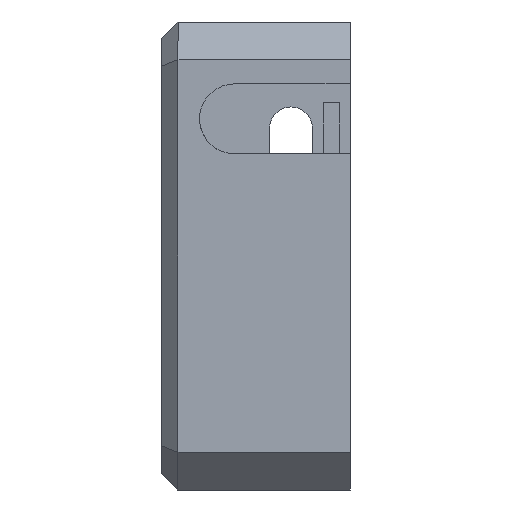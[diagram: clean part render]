
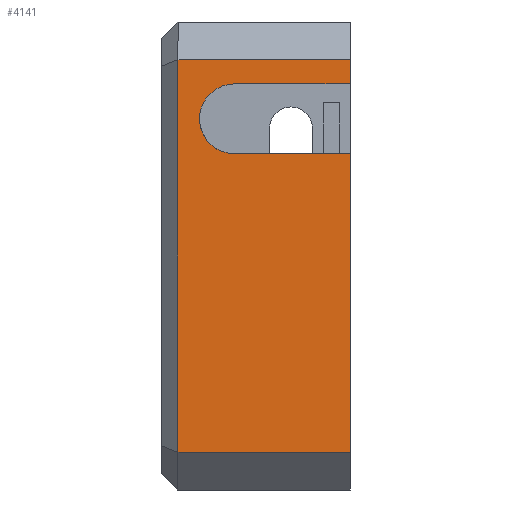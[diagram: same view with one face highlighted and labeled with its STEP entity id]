
A CAD part, left-side view. The second image highlights one B-rep face of the part: STEP entity #4141.
In plain terms, the highlighted planar face has unit normal (-1, 0, 0).
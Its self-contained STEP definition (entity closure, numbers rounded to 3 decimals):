
#92 = VECTOR ( 'NONE', #3042, 1000. ) ;
#324 = LINE ( 'NONE', #2457, #4452 ) ;
#403 = EDGE_CURVE ( 'NONE', #8929, #7962, #9506, .T. ) ;
#629 = VECTOR ( 'NONE', #6535, 1000. ) ;
#1456 = LINE ( 'NONE', #6936, #92 ) ;
#1612 = AXIS2_PLACEMENT_3D ( 'NONE', #7511, #6653, #7366 ) ;
#1786 = DIRECTION ( 'NONE',  ( 0., 1., 0. ) ) ;
#1905 = VERTEX_POINT ( 'NONE', #9774 ) ;
#2014 = VERTEX_POINT ( 'NONE', #6941 ) ;
#2093 = CARTESIAN_POINT ( 'NONE',  ( 0., 0., 37.75 ) ) ;
#2259 = CARTESIAN_POINT ( 'NONE',  ( 0., 9.75, 37.75 ) ) ;
#2457 = CARTESIAN_POINT ( 'NONE',  ( 0., 16.5, 3.5 ) ) ;
#2506 = VECTOR ( 'NONE', #1786, 1000. ) ;
#2531 = LINE ( 'NONE', #3346, #2506 ) ;
#2935 = PLANE ( 'NONE',  #8640 ) ;
#2990 = DIRECTION ( 'NONE',  ( 0., 0., -1. ) ) ;
#3042 = DIRECTION ( 'NONE',  ( 0., 0., 1. ) ) ;
#3087 = DIRECTION ( 'NONE',  ( 0., 0., -1. ) ) ;
#3284 = ORIENTED_EDGE ( 'NONE', *, *, #9361, .T. ) ;
#3346 = CARTESIAN_POINT ( 'NONE',  ( 0., 0., 31.25 ) ) ;
#3374 = DIRECTION ( 'NONE',  ( 0., -1., 0. ) ) ;
#3448 = ORIENTED_EDGE ( 'NONE', *, *, #6616, .T. ) ;
#3449 = LINE ( 'NONE', #2093, #629 ) ;
#4126 = ORIENTED_EDGE ( 'NONE', *, *, #6558, .T. ) ;
#4141 = ADVANCED_FACE ( 'NONE', ( #5204 ), #2935, .F. ) ;
#4291 = CARTESIAN_POINT ( 'NONE',  ( 0., 16.5, 40. ) ) ;
#4452 = VECTOR ( 'NONE', #3374, 1000. ) ;
#4479 = CARTESIAN_POINT ( 'NONE',  ( 0., 15., 3.5 ) ) ;
#4731 = CARTESIAN_POINT ( 'NONE',  ( 0., -1., 3.5 ) ) ;
#4892 = CARTESIAN_POINT ( 'NONE',  ( 0., 15., 40. ) ) ;
#5204 = FACE_OUTER_BOUND ( 'NONE', #5935, .T. ) ;
#5378 = LINE ( 'NONE', #7712, #7525 ) ;
#5652 = ORIENTED_EDGE ( 'NONE', *, *, #7170, .T. ) ;
#5831 = ORIENTED_EDGE ( 'NONE', *, *, #7354, .T. ) ;
#5935 = EDGE_LOOP ( 'NONE', ( #8030, #3448, #5831, #4126, #3284, #8857, #5652, #9207 ) ) ;
#5995 = DIRECTION ( 'NONE',  ( 0., 0., 1. ) ) ;
#6078 = DIRECTION ( 'NONE',  ( 1., 0., 0. ) ) ;
#6535 = DIRECTION ( 'NONE',  ( 0., -1., 0. ) ) ;
#6558 = EDGE_CURVE ( 'NONE', #7075, #9074, #7786, .T. ) ;
#6616 = EDGE_CURVE ( 'NONE', #2014, #9554, #1456, .T. ) ;
#6653 = DIRECTION ( 'NONE',  ( 1., 0., 0. ) ) ;
#6767 = DIRECTION ( 'NONE',  ( 0., 1., 0. ) ) ;
#6936 = CARTESIAN_POINT ( 'NONE',  ( 0., -1., 0. ) ) ;
#6941 = CARTESIAN_POINT ( 'NONE',  ( 0., -1., 37.75 ) ) ;
#7075 = VERTEX_POINT ( 'NONE', #4892 ) ;
#7170 = EDGE_CURVE ( 'NONE', #1905, #8929, #2531, .T. ) ;
#7354 = EDGE_CURVE ( 'NONE', #9554, #7075, #8936, .T. ) ;
#7366 = DIRECTION ( 'NONE',  ( 0., 0., -1. ) ) ;
#7511 = CARTESIAN_POINT ( 'NONE',  ( 0., 9.75, 34.5 ) ) ;
#7525 = VECTOR ( 'NONE', #5995, 1000. ) ;
#7712 = CARTESIAN_POINT ( 'NONE',  ( 0., -1., 0. ) ) ;
#7786 = LINE ( 'NONE', #9313, #9748 ) ;
#7827 = VECTOR ( 'NONE', #6767, 1000. ) ;
#7894 = EDGE_CURVE ( 'NONE', #8839, #1905, #5378, .T. ) ;
#7962 = VERTEX_POINT ( 'NONE', #2259 ) ;
#8030 = ORIENTED_EDGE ( 'NONE', *, *, #9946, .T. ) ;
#8070 = CARTESIAN_POINT ( 'NONE',  ( 0., 9.75, 31.25 ) ) ;
#8353 = CARTESIAN_POINT ( 'NONE',  ( 0., 16.5, 0. ) ) ;
#8640 = AXIS2_PLACEMENT_3D ( 'NONE', #8353, #6078, #3087 ) ;
#8839 = VERTEX_POINT ( 'NONE', #4731 ) ;
#8857 = ORIENTED_EDGE ( 'NONE', *, *, #7894, .T. ) ;
#8929 = VERTEX_POINT ( 'NONE', #8070 ) ;
#8936 = LINE ( 'NONE', #4291, #7827 ) ;
#9074 = VERTEX_POINT ( 'NONE', #4479 ) ;
#9207 = ORIENTED_EDGE ( 'NONE', *, *, #403, .T. ) ;
#9313 = CARTESIAN_POINT ( 'NONE',  ( 0., 15., 3.5 ) ) ;
#9361 = EDGE_CURVE ( 'NONE', #9074, #8839, #324, .T. ) ;
#9506 = CIRCLE ( 'NONE', #1612, 3.25 ) ;
#9554 = VERTEX_POINT ( 'NONE', #9677 ) ;
#9677 = CARTESIAN_POINT ( 'NONE',  ( 0., -1., 40. ) ) ;
#9748 = VECTOR ( 'NONE', #2990, 1000. ) ;
#9774 = CARTESIAN_POINT ( 'NONE',  ( 0., -1., 31.25 ) ) ;
#9946 = EDGE_CURVE ( 'NONE', #7962, #2014, #3449, .T. ) ;
